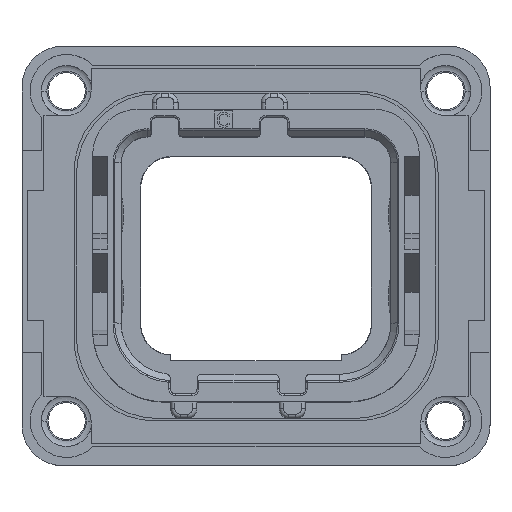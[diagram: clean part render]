
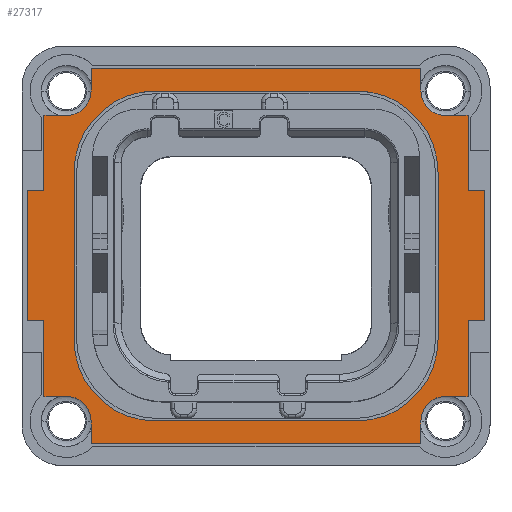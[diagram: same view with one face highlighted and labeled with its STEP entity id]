
A CAD part, top view. The second image highlights one B-rep face of the part: STEP entity #27317.
In plain terms, the highlighted planar face has unit normal (0, 0, 1).
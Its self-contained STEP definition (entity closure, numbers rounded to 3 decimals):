
#961=DIRECTION('',(0.,-1.,0.));
#962=VECTOR('',#961,4.65);
#963=CARTESIAN_POINT('',(-13.05,-4.,2.31));
#964=LINE('',#963,#962);
#965=DIRECTION('',(1.,0.,0.));
#966=VECTOR('',#965,1.);
#967=CARTESIAN_POINT('',(-14.05,-4.,2.31));
#968=LINE('',#967,#966);
#969=DIRECTION('',(0.,-1.,0.));
#970=VECTOR('',#969,8.);
#971=CARTESIAN_POINT('',(-14.05,4.,2.31));
#972=LINE('',#971,#970);
#973=DIRECTION('',(-1.,0.,0.));
#974=VECTOR('',#973,1.);
#975=CARTESIAN_POINT('',(-13.05,4.,2.31));
#976=LINE('',#975,#974);
#977=DIRECTION('',(0.,-1.,0.));
#978=VECTOR('',#977,4.65);
#979=CARTESIAN_POINT('',(-13.05,8.65,2.31));
#980=LINE('',#979,#978);
#981=DIRECTION('',(1.,0.,0.));
#982=VECTOR('',#981,1.4);
#983=CARTESIAN_POINT('',(-13.05,8.65,2.31));
#984=LINE('',#983,#982);
#985=CARTESIAN_POINT('',(-11.65,10.15,2.31));
#986=DIRECTION('',(0.,0.,1.));
#987=DIRECTION('',(0.,-1.,0.));
#988=AXIS2_PLACEMENT_3D('',#985,#986,#987);
#990=DIRECTION('',(0.,-1.,0.));
#991=VECTOR('',#990,1.4);
#992=CARTESIAN_POINT('',(-10.15,11.55,2.31));
#993=LINE('',#992,#991);
#994=DIRECTION('',(-1.,0.,0.));
#995=VECTOR('',#994,20.3);
#996=CARTESIAN_POINT('',(10.15,11.55,2.31));
#997=LINE('',#996,#995);
#998=DIRECTION('',(0.,-1.,0.));
#999=VECTOR('',#998,1.4);
#1000=CARTESIAN_POINT('',(10.15,11.55,2.31));
#1001=LINE('',#1000,#999);
#1002=CARTESIAN_POINT('',(11.65,10.15,2.31));
#1003=DIRECTION('',(0.,0.,1.));
#1004=DIRECTION('',(-1.,0.,0.));
#1005=AXIS2_PLACEMENT_3D('',#1002,#1003,#1004);
#1007=DIRECTION('',(-1.,0.,0.));
#1008=VECTOR('',#1007,1.4);
#1009=CARTESIAN_POINT('',(13.05,8.65,2.31));
#1010=LINE('',#1009,#1008);
#1011=DIRECTION('',(0.,1.,0.));
#1012=VECTOR('',#1011,4.65);
#1013=CARTESIAN_POINT('',(13.05,4.,2.31));
#1014=LINE('',#1013,#1012);
#1015=DIRECTION('',(-1.,0.,0.));
#1016=VECTOR('',#1015,1.);
#1017=CARTESIAN_POINT('',(14.05,4.,2.31));
#1018=LINE('',#1017,#1016);
#1019=DIRECTION('',(0.,1.,0.));
#1020=VECTOR('',#1019,8.);
#1021=CARTESIAN_POINT('',(14.05,-4.,2.31));
#1022=LINE('',#1021,#1020);
#1023=DIRECTION('',(1.,0.,0.));
#1024=VECTOR('',#1023,1.);
#1025=CARTESIAN_POINT('',(13.05,-4.,2.31));
#1026=LINE('',#1025,#1024);
#1027=DIRECTION('',(0.,1.,0.));
#1028=VECTOR('',#1027,4.65);
#1029=CARTESIAN_POINT('',(13.05,-8.65,2.31));
#1030=LINE('',#1029,#1028);
#1031=DIRECTION('',(-1.,0.,0.));
#1032=VECTOR('',#1031,1.4);
#1033=CARTESIAN_POINT('',(13.05,-8.65,2.31));
#1034=LINE('',#1033,#1032);
#1035=CARTESIAN_POINT('',(11.65,-10.15,2.31));
#1036=DIRECTION('',(0.,0.,1.));
#1037=DIRECTION('',(0.,1.,0.));
#1038=AXIS2_PLACEMENT_3D('',#1035,#1036,#1037);
#1040=DIRECTION('',(0.,1.,0.));
#1041=VECTOR('',#1040,1.4);
#1042=CARTESIAN_POINT('',(10.15,-11.55,2.31));
#1043=LINE('',#1042,#1041);
#1044=DIRECTION('',(1.,0.,0.));
#1045=VECTOR('',#1044,20.3);
#1046=CARTESIAN_POINT('',(-10.15,-11.55,2.31));
#1047=LINE('',#1046,#1045);
#1048=DIRECTION('',(0.,1.,0.));
#1049=VECTOR('',#1048,1.4);
#1050=CARTESIAN_POINT('',(-10.15,-11.55,2.31));
#1051=LINE('',#1050,#1049);
#1052=CARTESIAN_POINT('',(-11.65,-10.15,2.31));
#1053=DIRECTION('',(0.,0.,1.));
#1054=DIRECTION('',(1.,0.,0.));
#1055=AXIS2_PLACEMENT_3D('',#1052,#1053,#1054);
#1057=DIRECTION('',(1.,0.,0.));
#1058=VECTOR('',#1057,1.4);
#1059=CARTESIAN_POINT('',(-13.05,-8.65,2.31));
#1060=LINE('',#1059,#1058);
#1061=DIRECTION('',(0.,-1.,0.));
#1062=VECTOR('',#1061,10.3);
#1063=CARTESIAN_POINT('',(11.2,5.15,2.31));
#1064=LINE('',#1063,#1062);
#1065=DIRECTION('',(1.,0.,0.));
#1066=VECTOR('',#1065,12.4);
#1067=CARTESIAN_POINT('',(-6.2,10.15,2.31));
#1068=LINE('',#1067,#1066);
#1069=DIRECTION('',(0.,1.,0.));
#1070=VECTOR('',#1069,10.3);
#1071=CARTESIAN_POINT('',(-11.2,-5.15,2.31));
#1072=LINE('',#1071,#1070);
#1073=DIRECTION('',(-1.,0.,0.));
#1074=VECTOR('',#1073,12.4);
#1075=CARTESIAN_POINT('',(6.2,-10.15,2.31));
#1076=LINE('',#1075,#1074);
#1181=CARTESIAN_POINT('',(-6.2,-5.15,2.31));
#1182=DIRECTION('',(0.,0.,-1.));
#1183=DIRECTION('',(0.,-1.,0.));
#1184=AXIS2_PLACEMENT_3D('',#1181,#1182,#1183);
#1194=CARTESIAN_POINT('',(6.2,-5.15,2.31));
#1195=DIRECTION('',(0.,0.,-1.));
#1196=DIRECTION('',(1.,0.,0.));
#1197=AXIS2_PLACEMENT_3D('',#1194,#1195,#1196);
#1199=CARTESIAN_POINT('',(-6.2,5.15,2.31));
#1200=DIRECTION('',(0.,0.,-1.));
#1201=DIRECTION('',(-1.,0.,0.));
#1202=AXIS2_PLACEMENT_3D('',#1199,#1200,#1201);
#1212=CARTESIAN_POINT('',(6.2,5.15,2.31));
#1213=DIRECTION('',(0.,0.,-1.));
#1214=DIRECTION('',(0.,1.,0.));
#1215=AXIS2_PLACEMENT_3D('',#1212,#1213,#1214);
#25412=CARTESIAN_POINT('',(-11.2,-5.15,2.31));
#25413=CARTESIAN_POINT('',(-11.2,5.15,2.31));
#25414=VERTEX_POINT('',#25412);
#25415=VERTEX_POINT('',#25413);
#25416=CARTESIAN_POINT('',(-6.2,10.15,2.31));
#25417=CARTESIAN_POINT('',(6.2,10.15,2.31));
#25418=VERTEX_POINT('',#25416);
#25419=VERTEX_POINT('',#25417);
#25420=CARTESIAN_POINT('',(11.2,5.15,2.31));
#25421=CARTESIAN_POINT('',(11.2,-5.15,2.31));
#25422=VERTEX_POINT('',#25420);
#25423=VERTEX_POINT('',#25421);
#25424=CARTESIAN_POINT('',(6.2,-10.15,2.31));
#25425=CARTESIAN_POINT('',(-6.2,-10.15,2.31));
#25426=VERTEX_POINT('',#25424);
#25427=VERTEX_POINT('',#25425);
#25444=CARTESIAN_POINT('',(10.15,10.15,2.31));
#25445=CARTESIAN_POINT('',(11.65,8.65,2.31));
#25446=VERTEX_POINT('',#25444);
#25447=VERTEX_POINT('',#25445);
#25448=CARTESIAN_POINT('',(13.05,8.65,2.31));
#25449=VERTEX_POINT('',#25448);
#25450=CARTESIAN_POINT('',(10.15,11.55,2.31));
#25451=VERTEX_POINT('',#25450);
#25452=CARTESIAN_POINT('',(11.65,-8.65,2.31));
#25453=CARTESIAN_POINT('',(10.15,-10.15,2.31));
#25454=VERTEX_POINT('',#25452);
#25455=VERTEX_POINT('',#25453);
#25456=CARTESIAN_POINT('',(10.15,-11.55,2.31));
#25457=VERTEX_POINT('',#25456);
#25458=CARTESIAN_POINT('',(13.05,-8.65,2.31));
#25459=VERTEX_POINT('',#25458);
#25460=CARTESIAN_POINT('',(-10.15,-10.15,2.31));
#25461=CARTESIAN_POINT('',(-11.65,-8.65,2.31));
#25462=VERTEX_POINT('',#25460);
#25463=VERTEX_POINT('',#25461);
#25464=CARTESIAN_POINT('',(-13.05,-8.65,2.31));
#25465=VERTEX_POINT('',#25464);
#25466=CARTESIAN_POINT('',(-10.15,-11.55,2.31));
#25467=VERTEX_POINT('',#25466);
#25468=CARTESIAN_POINT('',(-10.15,11.55,2.31));
#25469=CARTESIAN_POINT('',(-10.15,10.15,2.31));
#25470=VERTEX_POINT('',#25468);
#25471=VERTEX_POINT('',#25469);
#25472=CARTESIAN_POINT('',(-13.05,8.65,2.31));
#25473=CARTESIAN_POINT('',(-11.65,8.65,2.31));
#25474=VERTEX_POINT('',#25472);
#25475=VERTEX_POINT('',#25473);
#25476=CARTESIAN_POINT('',(14.05,-4.,2.31));
#25477=CARTESIAN_POINT('',(14.05,4.,2.31));
#25478=VERTEX_POINT('',#25476);
#25479=VERTEX_POINT('',#25477);
#25480=CARTESIAN_POINT('',(-14.05,4.,2.31));
#25481=CARTESIAN_POINT('',(-14.05,-4.,2.31));
#25482=VERTEX_POINT('',#25480);
#25483=VERTEX_POINT('',#25481);
#25484=CARTESIAN_POINT('',(13.05,-4.,2.31));
#25485=VERTEX_POINT('',#25484);
#25486=CARTESIAN_POINT('',(13.05,4.,2.31));
#25487=VERTEX_POINT('',#25486);
#25488=CARTESIAN_POINT('',(-13.05,4.,2.31));
#25489=VERTEX_POINT('',#25488);
#25490=CARTESIAN_POINT('',(-13.05,-4.,2.31));
#25491=VERTEX_POINT('',#25490);
#27264=CARTESIAN_POINT('',(0.,0.,2.31));
#27265=DIRECTION('',(0.,0.,1.));
#27266=DIRECTION('',(1.,0.,0.));
#27267=AXIS2_PLACEMENT_3D('',#27264,#27265,#27266);
#27268=PLANE('',#27267);
#27269=ORIENTED_EDGE('',*,*,#26888,.F.);
#27270=ORIENTED_EDGE('',*,*,#26902,.F.);
#27271=ORIENTED_EDGE('',*,*,#26916,.F.);
#27272=ORIENTED_EDGE('',*,*,#26930,.F.);
#27273=ORIENTED_EDGE('',*,*,#26944,.F.);
#27274=ORIENTED_EDGE('',*,*,#26960,.T.);
#27276=ORIENTED_EDGE('',*,*,#27275,.T.);
#27277=ORIENTED_EDGE('',*,*,#27019,.F.);
#27278=ORIENTED_EDGE('',*,*,#27035,.F.);
#27279=ORIENTED_EDGE('',*,*,#27051,.T.);
#27281=ORIENTED_EDGE('',*,*,#27280,.T.);
#27282=ORIENTED_EDGE('',*,*,#27110,.F.);
#27283=ORIENTED_EDGE('',*,*,#27126,.F.);
#27284=ORIENTED_EDGE('',*,*,#27140,.F.);
#27285=ORIENTED_EDGE('',*,*,#27154,.F.);
#27286=ORIENTED_EDGE('',*,*,#27168,.F.);
#27287=ORIENTED_EDGE('',*,*,#27182,.F.);
#27288=ORIENTED_EDGE('',*,*,#27198,.T.);
#27290=ORIENTED_EDGE('',*,*,#27289,.T.);
#27291=ORIENTED_EDGE('',*,*,#27256,.F.);
#27292=ORIENTED_EDGE('',*,*,#26796,.F.);
#27293=ORIENTED_EDGE('',*,*,#26813,.T.);
#27295=ORIENTED_EDGE('',*,*,#27294,.T.);
#27296=ORIENTED_EDGE('',*,*,#26872,.F.);
#27297=EDGE_LOOP('',(#27269,#27270,#27271,#27272,#27273,#27274,#27276,#27277,
#27278,#27279,#27281,#27282,#27283,#27284,#27285,#27286,#27287,#27288,#27290,
#27291,#27292,#27293,#27295,#27296));
#27298=FACE_OUTER_BOUND('',#27297,.F.);
#27300=ORIENTED_EDGE('',*,*,#27299,.F.);
#27302=ORIENTED_EDGE('',*,*,#27301,.F.);
#27304=ORIENTED_EDGE('',*,*,#27303,.F.);
#27306=ORIENTED_EDGE('',*,*,#27305,.F.);
#27308=ORIENTED_EDGE('',*,*,#27307,.F.);
#27310=ORIENTED_EDGE('',*,*,#27309,.F.);
#27312=ORIENTED_EDGE('',*,*,#27311,.F.);
#27314=ORIENTED_EDGE('',*,*,#27313,.F.);
#27315=EDGE_LOOP('',(#27300,#27302,#27304,#27306,#27308,#27310,#27312,#27314));
#27316=FACE_BOUND('',#27315,.F.);
#27317=ADVANCED_FACE('',(#27298,#27316),#27268,.T.);
#989=CIRCLE('',#988,1.5);
#1006=CIRCLE('',#1005,1.5);
#1039=CIRCLE('',#1038,1.5);
#1056=CIRCLE('',#1055,1.5);
#1185=CIRCLE('',#1184,5.);
#1198=CIRCLE('',#1197,5.);
#1203=CIRCLE('',#1202,5.);
#1216=CIRCLE('',#1215,5.);
#26796=EDGE_CURVE('',#25467,#25457,#1047,.T.);
#26813=EDGE_CURVE('',#25467,#25462,#1051,.T.);
#26872=EDGE_CURVE('',#25465,#25463,#1060,.T.);
#26888=EDGE_CURVE('',#25491,#25465,#964,.T.);
#26902=EDGE_CURVE('',#25483,#25491,#968,.T.);
#26916=EDGE_CURVE('',#25482,#25483,#972,.T.);
#26930=EDGE_CURVE('',#25489,#25482,#976,.T.);
#26944=EDGE_CURVE('',#25474,#25489,#980,.T.);
#26960=EDGE_CURVE('',#25474,#25475,#984,.T.);
#27019=EDGE_CURVE('',#25470,#25471,#993,.T.);
#27035=EDGE_CURVE('',#25451,#25470,#997,.T.);
#27051=EDGE_CURVE('',#25451,#25446,#1001,.T.);
#27110=EDGE_CURVE('',#25449,#25447,#1010,.T.);
#27126=EDGE_CURVE('',#25487,#25449,#1014,.T.);
#27140=EDGE_CURVE('',#25479,#25487,#1018,.T.);
#27154=EDGE_CURVE('',#25478,#25479,#1022,.T.);
#27168=EDGE_CURVE('',#25485,#25478,#1026,.T.);
#27182=EDGE_CURVE('',#25459,#25485,#1030,.T.);
#27198=EDGE_CURVE('',#25459,#25454,#1034,.T.);
#27256=EDGE_CURVE('',#25457,#25455,#1043,.T.);
#27275=EDGE_CURVE('',#25475,#25471,#989,.T.);
#27280=EDGE_CURVE('',#25446,#25447,#1006,.T.);
#27289=EDGE_CURVE('',#25454,#25455,#1039,.T.);
#27294=EDGE_CURVE('',#25462,#25463,#1056,.T.);
#27299=EDGE_CURVE('',#25422,#25423,#1064,.T.);
#27301=EDGE_CURVE('',#25419,#25422,#1216,.T.);
#27303=EDGE_CURVE('',#25418,#25419,#1068,.T.);
#27305=EDGE_CURVE('',#25415,#25418,#1203,.T.);
#27307=EDGE_CURVE('',#25414,#25415,#1072,.T.);
#27309=EDGE_CURVE('',#25427,#25414,#1185,.T.);
#27311=EDGE_CURVE('',#25426,#25427,#1076,.T.);
#27313=EDGE_CURVE('',#25423,#25426,#1198,.T.);
